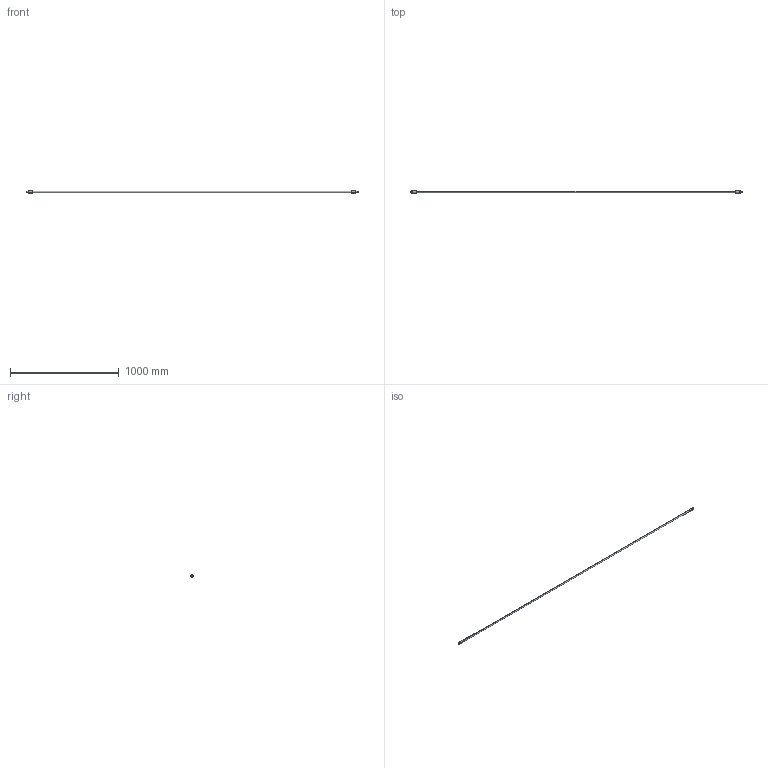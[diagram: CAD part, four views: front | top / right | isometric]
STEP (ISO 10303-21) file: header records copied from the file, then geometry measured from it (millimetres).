
FILE_DESCRIPTION((''),'2;1');
FILE_NAME('ILC35144610','2005-08-24T',('KR'),(''),'PRO/ENGINEER BY PARAMETRIC TECHNOLOGY CORPORATION, 2004290','PRO/ENGINEER BY PARAMETRIC TECHNOLOGY CORPORATION, 2004290','');
FILE_SCHEMA(('AUTOMOTIVE_DESIGN_CC2 { 1 2 10303 214 -1 1 5 2 }'));
Length unit declared in the file: inch
Products named in the file (1): ILC35144610
Bounding box: 3048 x 20.15 x 19.05 mm (x, y, z)
Volume: 421740.1 mm3; surface area: 248936.7 mm2
Topology: 3 solids, 3 shells, 60 faces, 136 edges, 84 vertices
Faces by surface type: cylinder 20, plane 20, cone 12, torus 8
Entity records: 2404 total; most frequent: CARTESIAN_POINT 384, DIRECTION 304, ORIENTED_EDGE 272, PRESENTATION_STYLE_ASSIGNMENT 149, STYLED_ITEM 139, CURVE_STYLE 136, EDGE_CURVE 136, AXIS2_PLACEMENT_3D 116
